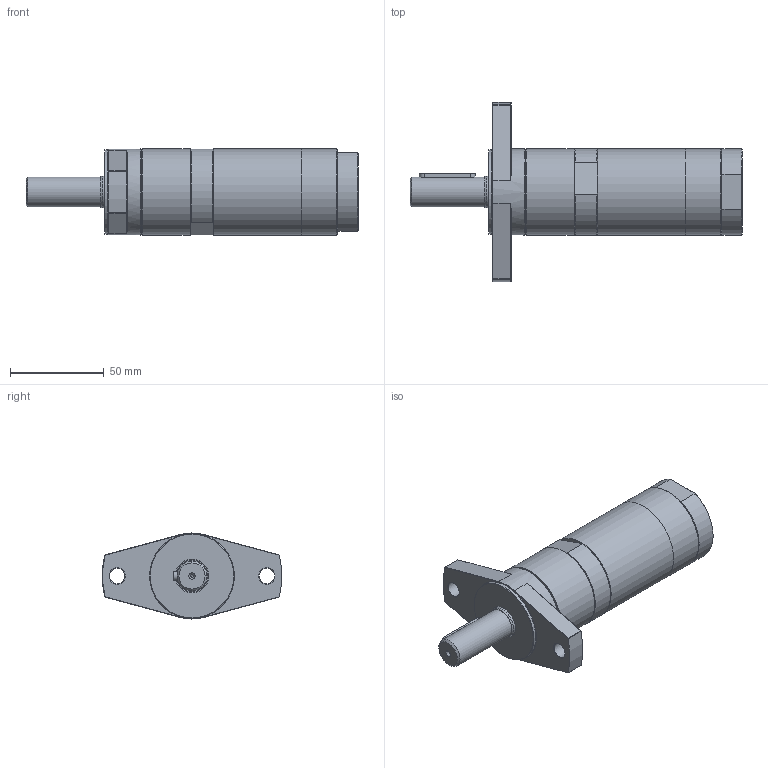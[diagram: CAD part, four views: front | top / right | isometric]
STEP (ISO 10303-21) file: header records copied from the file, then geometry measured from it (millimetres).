
FILE_DESCRIPTION((''),'2;1');
FILE_NAME('MRD 65-2300 F80_60031475.stp','2013-07-23T13:21:53',('tpeskos'),(''),'Autodesk Inventor 2013','Autodesk Inventor 2013','');
FILE_SCHEMA(('AUTOMOTIVE_DESIGN { 1 0 10303 214 1 1 1 1 }'));
Length unit declared in the file: millimetre
Products named in the file (1): MRD 65-10500 2900 2300 1300 F80 171,5mm
Bounding box: 177.5 x 95.71 x 46 mm (x, y, z)
Volume: 242670.2 mm3; surface area: 35816.3 mm2
Topology: 2 solids, 2 shells, 146 faces, 336 edges, 206 vertices
Faces by surface type: plane 91, cone 33, cylinder 22
Full cylindrical faces by diameter (mm): 1.6 x1, 8.3 x2, 11.445 x1, 16 x1, 16.95 x1, 17.5 x1, 18.631 x1, 40 x1, 45 x1, 46 x4
Entity records: 3928 total; most frequent: CARTESIAN_POINT 774, DIRECTION 650, ORIENTED_EDGE 592, EDGE_CURVE 296, AXIS2_PLACEMENT_3D 235, VERTEX_POINT 199, EDGE_LOOP 197, VECTOR 180
